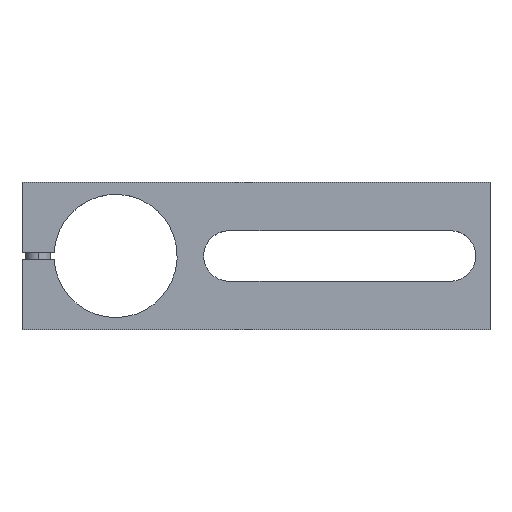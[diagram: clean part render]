
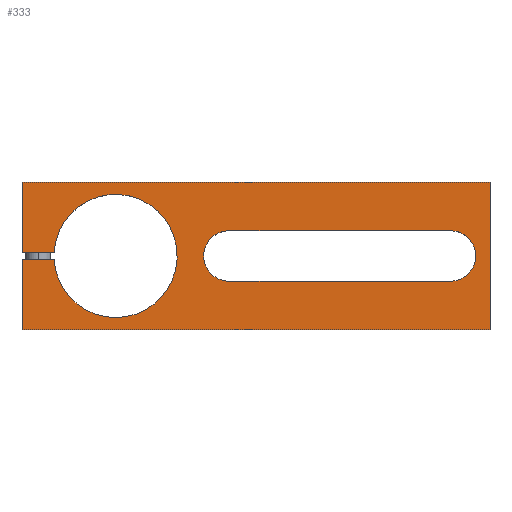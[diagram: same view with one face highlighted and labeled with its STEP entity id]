
A CAD part, top view. The second image highlights one B-rep face of the part: STEP entity #333.
In plain terms, the highlighted planar face has unit normal (0, 0, 1).
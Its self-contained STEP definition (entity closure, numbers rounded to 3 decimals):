
#315=VERTEX_POINT('',#735);
#329=EDGE_CURVE('',#517,#487,#751,.T.);
#331=EDGE_CURVE('',#349,#315,#753,.T.);
#333=ADVANCED_FACE('',(#755,#756),#757,.T.);
#337=EDGE_CURVE('',#543,#525,#761,.T.);
#339=VERTEX_POINT('',#763);
#343=EDGE_CURVE('',#339,#349,#767,.T.);
#349=VERTEX_POINT('',#773);
#359=EDGE_CURVE('',#507,#339,#783,.T.);
#371=EDGE_CURVE('',#389,#477,#797,.T.);
#383=EDGE_CURVE('',#427,#389,#810,.T.);
#389=VERTEX_POINT('',#816);
#409=VERTEX_POINT('',#839);
#427=VERTEX_POINT('',#861);
#455=EDGE_CURVE('',#477,#467,#893,.T.);
#467=VERTEX_POINT('',#907);
#473=EDGE_CURVE('',#467,#427,#914,.T.);
#477=VERTEX_POINT('',#918);
#485=EDGE_CURVE('',#487,#507,#927,.T.);
#487=VERTEX_POINT('',#929);
#507=VERTEX_POINT('',#954);
#513=EDGE_CURVE('',#525,#517,#960,.T.);
#517=VERTEX_POINT('',#964);
#525=VERTEX_POINT('',#972);
#535=EDGE_CURVE('',#409,#543,#983,.T.);
#543=VERTEX_POINT('',#991);
#565=EDGE_CURVE('',#315,#409,#1015,.T.);
#735=CARTESIAN_POINT('',(24.969,-1.25,16.0));
#751=LINE('',#1260,#1261);
#753=CIRCLE('',#1264,25.0);
#755=FACE_BOUND('',#1266,.T.);
#756=FACE_OUTER_BOUND('',#1267,.T.);
#757=PLANE('',#1268);
#761=LINE('',#1273,#1274);
#763=CARTESIAN_POINT('',(-38.0,-1.25,16.0));
#767=LINE('',#1283,#1284);
#773=CARTESIAN_POINT('',(-24.969,-1.25,16.0));
#783=LINE('',#1309,#1310);
#797=LINE('',#1325,#1326);
#810=CIRCLE('',#1346,10.25);
#816=CARTESIAN_POINT('',(136.0,-10.25,16.0));
#839=CARTESIAN_POINT('',(-24.969,1.25,16.0));
#861=CARTESIAN_POINT('',(136.0,10.25,16.0));
#893=CIRCLE('',#1456,10.25);
#907=CARTESIAN_POINT('',(46.0,10.25,16.0));
#914=LINE('',#1492,#1493);
#918=CARTESIAN_POINT('',(46.0,-10.25,16.0));
#927=LINE('',#1512,#1513);
#929=CARTESIAN_POINT('',(152.0,-30.,16.0));
#954=CARTESIAN_POINT('',(-38.0,-30.0,16.0));
#960=LINE('',#1566,#1567);
#964=CARTESIAN_POINT('',(152.0,30.,16.0));
#972=CARTESIAN_POINT('',(-38.0,30.,16.0));
#983=LINE('',#1600,#1601);
#991=CARTESIAN_POINT('',(-38.0,1.25,16.0));
#1015=CIRCLE('',#1641,25.0);
#1260=CARTESIAN_POINT('',(152.0,-30.,16.0));
#1261=VECTOR('',#1841,1.0);
#1264=AXIS2_PLACEMENT_3D('',#1842,#1843,#1844);
#1266=EDGE_LOOP('',(#1846,#1847,#1848,#1849));
#1267=EDGE_LOOP('',(#1850,#1851,#1852,#1853,#1854,#1855,#1856,#1857,#1858));
#1268=AXIS2_PLACEMENT_3D('',#1859,#1860,#1861);
#1273=CARTESIAN_POINT('',(-38.0,30.,16.0));
#1274=VECTOR('',#1862,1.0);
#1283=CARTESIAN_POINT('',(-24.969,-1.25,16.0));
#1284=VECTOR('',#1864,1.0);
#1309=CARTESIAN_POINT('',(-38.0,-1.25,16.0));
#1310=VECTOR('',#1873,1.0);
#1325=CARTESIAN_POINT('',(88.26,-10.25,16.0));
#1326=VECTOR('',#1890,1.0);
#1346=AXIS2_PLACEMENT_3D('',#1902,#1903,#1904);
#1456=AXIS2_PLACEMENT_3D('',#2012,#2013,#2014);
#1492=CARTESIAN_POINT('',(43.26,10.25,16.0));
#1493=VECTOR('',#2042,1.0);
#1512=CARTESIAN_POINT('',(-38.0,-30.0,16.0));
#1513=VECTOR('',#2057,1.0);
#1566=CARTESIAN_POINT('',(152.0,30.,16.0));
#1567=VECTOR('',#2092,1.0);
#1600=CARTESIAN_POINT('',(-38.0,1.25,16.0));
#1601=VECTOR('',#2108,1.0);
#1641=AXIS2_PLACEMENT_3D('',#2137,#2138,#2139);
#1841=DIRECTION('',(0.0,-1.0,0.0));
#1842=CARTESIAN_POINT('',(0.0,0.,16.0));
#1843=DIRECTION('',(0.0,0.0,1.0));
#1844=DIRECTION('',(-0.999,0.05,0.0));
#1846=ORIENTED_EDGE('',*,*,#455,.T.);
#1847=ORIENTED_EDGE('',*,*,#473,.T.);
#1848=ORIENTED_EDGE('',*,*,#383,.T.);
#1849=ORIENTED_EDGE('',*,*,#371,.T.);
#1850=ORIENTED_EDGE('',*,*,#485,.F.);
#1851=ORIENTED_EDGE('',*,*,#329,.F.);
#1852=ORIENTED_EDGE('',*,*,#513,.F.);
#1853=ORIENTED_EDGE('',*,*,#337,.F.);
#1854=ORIENTED_EDGE('',*,*,#535,.F.);
#1855=ORIENTED_EDGE('',*,*,#565,.F.);
#1856=ORIENTED_EDGE('',*,*,#331,.F.);
#1857=ORIENTED_EDGE('',*,*,#343,.F.);
#1858=ORIENTED_EDGE('',*,*,#359,.F.);
#1859=CARTESIAN_POINT('',(40.52,0.,16.0));
#1860=DIRECTION('',(0.0,0.0,1.0));
#1861=DIRECTION('',(1.0,0.0,0.0));
#1862=DIRECTION('',(0.0,1.0,0.0));
#1864=DIRECTION('',(1.0,0.0,0.0));
#1873=DIRECTION('',(0.0,1.0,0.0));
#1890=DIRECTION('',(-1.0,0.0,0.0));
#1902=CARTESIAN_POINT('',(136.0,0.,16.0));
#1903=DIRECTION('',(0.0,0.0,-1.0));
#1904=DIRECTION('',(0.,1.0,0.0));
#2012=CARTESIAN_POINT('',(46.0,0.,16.0));
#2013=DIRECTION('',(0.0,0.0,-1.0));
#2014=DIRECTION('',(0.0,-1.0,0.0));
#2042=DIRECTION('',(1.0,0.0,0.0));
#2057=DIRECTION('',(-1.0,0.0,0.0));
#2092=DIRECTION('',(1.0,0.0,0.0));
#2108=DIRECTION('',(-1.0,0.0,0.0));
#2137=CARTESIAN_POINT('',(0.0,0.,16.0));
#2138=DIRECTION('',(0.0,0.0,1.0));
#2139=DIRECTION('',(-0.999,0.05,0.0));
